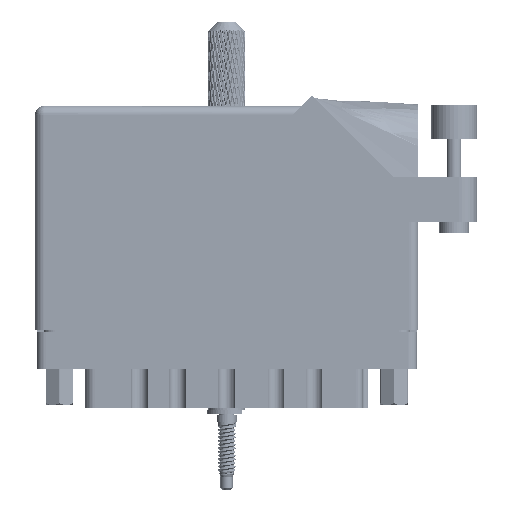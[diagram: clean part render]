
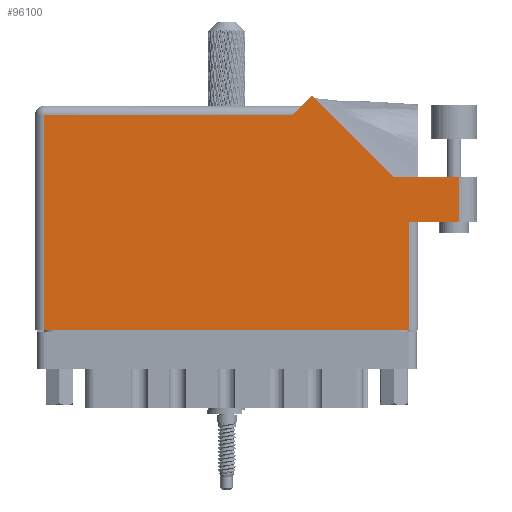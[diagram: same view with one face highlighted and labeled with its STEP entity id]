
A CAD part, front view. The second image highlights one B-rep face of the part: STEP entity #96100.
In plain terms, the highlighted face is planar.
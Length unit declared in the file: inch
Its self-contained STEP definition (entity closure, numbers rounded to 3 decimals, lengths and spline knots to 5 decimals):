
#1314 = DIRECTION ( 'NONE',  ( 1., 0., 0. ) ) ;
#2916 = DIRECTION ( 'NONE',  ( -0.707, -0.707, 0. ) ) ;
#6264 = CARTESIAN_POINT ( 'NONE',  ( 2.887, 1.044, 0. ) ) ;
#6572 = CARTESIAN_POINT ( 'NONE',  ( 2.44642, 1.044, 0. ) ) ;
#7036 = VERTEX_POINT ( 'NONE', #6572 ) ;
#10292 = EDGE_CURVE ( 'NONE', #7036, #91021, #125223, .T. ) ;
#12031 = DIRECTION ( 'NONE',  ( -1., 0., 0. ) ) ;
#12129 = CARTESIAN_POINT ( 'NONE',  ( 0., 0., 0. ) ) ;
#12769 = CARTESIAN_POINT ( 'NONE',  ( 2.55, 0., 0. ) ) ;
#15031 = EDGE_CURVE ( 'NONE', #25455, #88708, #38098, .T. ) ;
#17616 = CARTESIAN_POINT ( 'NONE',  ( 0.062, 0., 0. ) ) ;
#19455 = CARTESIAN_POINT ( 'NONE',  ( 2.55, 0.737, 0. ) ) ;
#24982 = VERTEX_POINT ( 'NONE', #125653 ) ;
#25159 = DIRECTION ( 'NONE',  ( -0.707, 0.707, 0. ) ) ;
#25455 = VERTEX_POINT ( 'NONE', #58373 ) ;
#26256 = EDGE_CURVE ( 'NONE', #121658, #121781, #94275, .T. ) ;
#27066 = CARTESIAN_POINT ( 'NONE',  ( 0.062, 0., 0. ) ) ;
#28935 = DIRECTION ( 'NONE',  ( -1., 0., 0. ) ) ;
#29367 = CARTESIAN_POINT ( 'NONE',  ( 0., 1.53, 0. ) ) ;
#31925 = CARTESIAN_POINT ( 'NONE',  ( 2.887, 1.044, 0. ) ) ;
#31943 = ORIENTED_EDGE ( 'NONE', *, *, #65851, .T. ) ;
#32062 = VECTOR ( 'NONE', #12031, 39.37008 ) ;
#33622 = VECTOR ( 'NONE', #2916, 39.37008 ) ;
#33626 = DIRECTION ( 'NONE',  ( 0., 1., 0. ) ) ;
#34814 = DIRECTION ( 'NONE',  ( -1., 0., 0. ) ) ;
#38098 = LINE ( 'NONE', #17616, #67498 ) ;
#41452 = LINE ( 'NONE', #120993, #33622 ) ;
#42266 = ORIENTED_EDGE ( 'NONE', *, *, #74718, .T. ) ;
#54717 = CARTESIAN_POINT ( 'NONE',  ( 1.88971, 1.60071, 0. ) ) ;
#55226 = EDGE_CURVE ( 'NONE', #24982, #25455, #101565, .T. ) ;
#58373 = CARTESIAN_POINT ( 'NONE',  ( 0.062, 1.468, 0. ) ) ;
#60109 = PLANE ( 'NONE',  #66822 ) ;
#62233 = VERTEX_POINT ( 'NONE', #19455 ) ;
#64764 = ORIENTED_EDGE ( 'NONE', *, *, #87834, .T. ) ;
#65851 = EDGE_CURVE ( 'NONE', #121781, #7036, #77099, .T. ) ;
#66032 = VECTOR ( 'NONE', #73408, 39.37008 ) ;
#66724 = ORIENTED_EDGE ( 'NONE', *, *, #55226, .T. ) ;
#66822 = AXIS2_PLACEMENT_3D ( 'NONE', #29367, #109254, #28935 ) ;
#67498 = VECTOR ( 'NONE', #86727, 39.37008 ) ;
#68093 = VECTOR ( 'NONE', #33626, 39.37008 ) ;
#72498 = CARTESIAN_POINT ( 'NONE',  ( 2.887, 0.737, 0. ) ) ;
#73408 = DIRECTION ( 'NONE',  ( 0., 1., 0. ) ) ;
#74718 = EDGE_CURVE ( 'NONE', #62233, #121658, #111240, .T. ) ;
#77099 = LINE ( 'NONE', #83558, #117213 ) ;
#78546 = ORIENTED_EDGE ( 'NONE', *, *, #91596, .T. ) ;
#80325 = CARTESIAN_POINT ( 'NONE',  ( 0., 1.468, 0. ) ) ;
#83037 = ORIENTED_EDGE ( 'NONE', *, *, #15031, .T. ) ;
#83558 = CARTESIAN_POINT ( 'NONE',  ( 3.012, 1.044, 0. ) ) ;
#85737 = ORIENTED_EDGE ( 'NONE', *, *, #26256, .T. ) ;
#86727 = DIRECTION ( 'NONE',  ( 0., -1., 0. ) ) ;
#87834 = EDGE_CURVE ( 'NONE', #88708, #109199, #125412, .T. ) ;
#88708 = VERTEX_POINT ( 'NONE', #27066 ) ;
#90591 = LINE ( 'NONE', #112715, #66032 ) ;
#91021 = VERTEX_POINT ( 'NONE', #54717 ) ;
#91596 = EDGE_CURVE ( 'NONE', #109199, #62233, #90591, .T. ) ;
#94275 = LINE ( 'NONE', #31925, #68093 ) ;
#96100 = ADVANCED_FACE ( 'NONE', ( #104752 ), #60109, .F. ) ;
#98682 = VECTOR ( 'NONE', #114987, 39.37008 ) ;
#101565 = LINE ( 'NONE', #80325, #32062 ) ;
#104752 = FACE_OUTER_BOUND ( 'NONE', #113938, .T. ) ;
#107366 = ORIENTED_EDGE ( 'NONE', *, *, #114584, .T. ) ;
#108944 = ORIENTED_EDGE ( 'NONE', *, *, #10292, .T. ) ;
#109199 = VERTEX_POINT ( 'NONE', #12769 ) ;
#109254 = DIRECTION ( 'NONE',  ( 0., 0., -1. ) ) ;
#111240 = LINE ( 'NONE', #115838, #98682 ) ;
#111272 = VECTOR ( 'NONE', #25159, 39.37008 ) ;
#112715 = CARTESIAN_POINT ( 'NONE',  ( 2.55, 0.737, 0. ) ) ;
#113938 = EDGE_LOOP ( 'NONE', ( #42266, #85737, #31943, #108944, #107366, #66724, #83037, #64764, #78546 ) ) ;
#114584 = EDGE_CURVE ( 'NONE', #91021, #24982, #41452, .T. ) ;
#114987 = DIRECTION ( 'NONE',  ( 1., 0., 0. ) ) ;
#115838 = CARTESIAN_POINT ( 'NONE',  ( 2.612, 0.737, 0. ) ) ;
#116113 = VECTOR ( 'NONE', #1314, 39.37008 ) ;
#117213 = VECTOR ( 'NONE', #34814, 39.37008 ) ;
#120993 = CARTESIAN_POINT ( 'NONE',  ( 1.819, 1.53, 0. ) ) ;
#121658 = VERTEX_POINT ( 'NONE', #72498 ) ;
#121781 = VERTEX_POINT ( 'NONE', #6264 ) ;
#123721 = CARTESIAN_POINT ( 'NONE',  ( 2.44642, 1.044, 0. ) ) ;
#125223 = LINE ( 'NONE', #123721, #111272 ) ;
#125412 = LINE ( 'NONE', #12129, #116113 ) ;
#125653 = CARTESIAN_POINT ( 'NONE',  ( 1.757, 1.468, 0. ) ) ;
